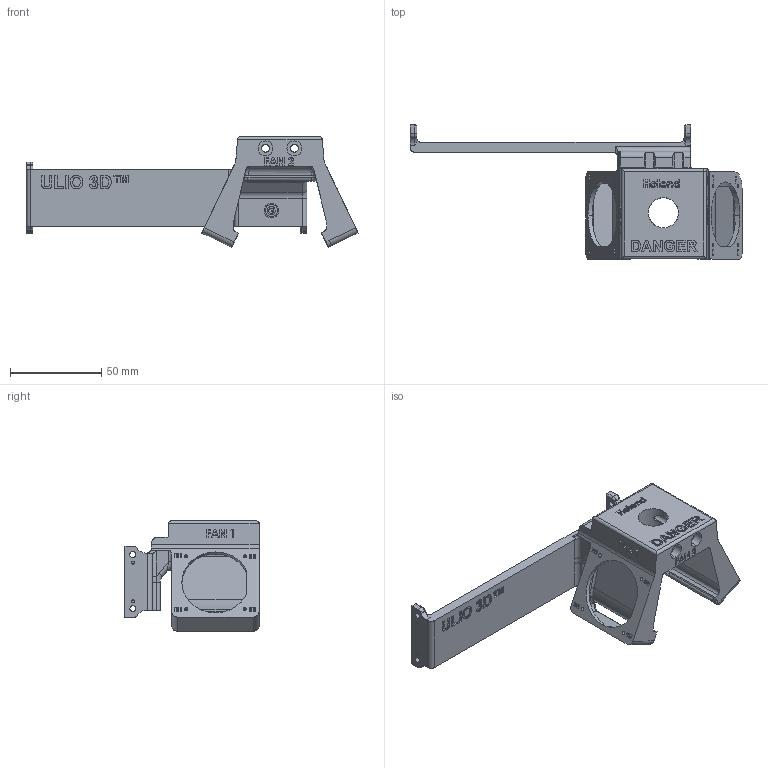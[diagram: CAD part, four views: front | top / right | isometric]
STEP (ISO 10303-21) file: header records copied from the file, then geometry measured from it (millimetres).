
FILE_DESCRIPTION (( 'STEP AP203' ), '1' );
FILE_NAME ('G-Hot end carrier rev1-en (01 82017).STEP', '2017-08-03T18:47:01', ( '' ), ( '' ), 'SwSTEP 2.0', 'SolidWorks 2013', '' );
FILE_SCHEMA (( 'CONFIG_CONTROL_DESIGN' ));
Length unit declared in the file: inch
Products named in the file (1): G-Hot end carrier rev1-en (01 82017)
Bounding box: 181.65 x 73.38 x 60.49 mm (x, y, z)
Volume: 86785.5 mm3; surface area: 41006.2 mm2
Topology: 1 solids, 1 shells, 863 faces, 2274 edges, 1478 vertices
Faces by surface type: plane 517, cylinder 159, bspline 147, torus 35, sphere 5
Entity records: 34424 total; most frequent: CARTESIAN_POINT 14003, ORIENTED_EDGE 4536, DIRECTION 3615, EDGE_CURVE 2268, LINE 1557, VECTOR 1557, VERTEX_POINT 1478, AXIS2_PLACEMENT_3D 1029
